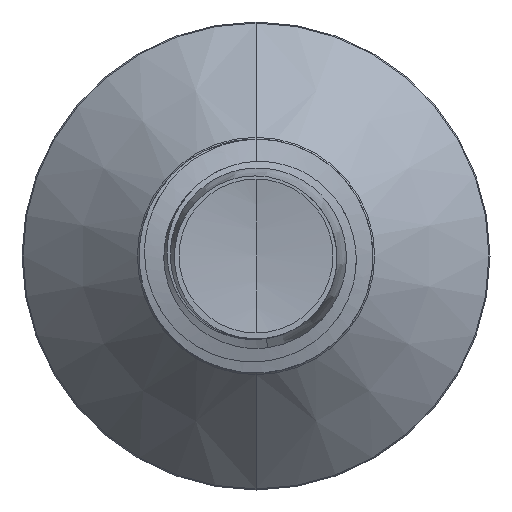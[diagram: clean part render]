
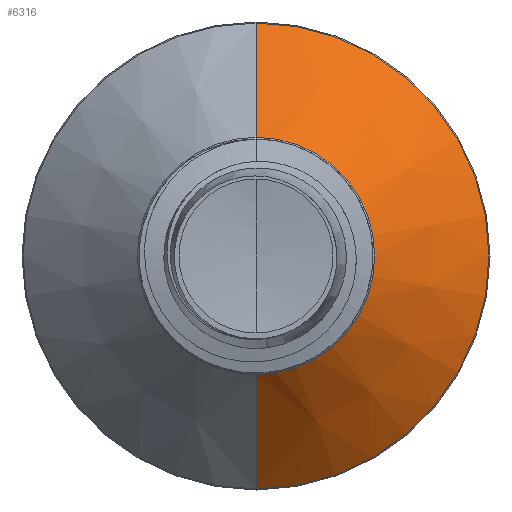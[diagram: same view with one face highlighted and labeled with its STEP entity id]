
A CAD part, front view. The second image highlights one B-rep face of the part: STEP entity #6316.
In plain terms, the highlighted conical face has half-angle 45 degrees and reference radius 3.55 mm.
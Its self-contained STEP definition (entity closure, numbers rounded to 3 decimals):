
#101 = VERTEX_POINT ( 'NONE', #10877 ) ;
#211 = CARTESIAN_POINT ( 'NONE',  ( 0., 10.069, 0. ) ) ;
#220 = CARTESIAN_POINT ( 'NONE',  ( 0., 6.65, -3.55 ) ) ;
#246 = DIRECTION ( 'NONE',  ( 0., 0.707, -0.707 ) ) ;
#477 = CARTESIAN_POINT ( 'NONE',  ( 0., 10.069, 6.969 ) ) ;
#883 = EDGE_CURVE ( 'NONE', #1389, #101, #2259, .T. ) ;
#1310 = VECTOR ( 'NONE', #246, 1000. ) ;
#1389 = VERTEX_POINT ( 'NONE', #7086 ) ;
#1539 = VERTEX_POINT ( 'NONE', #6056 ) ;
#1745 = DIRECTION ( 'NONE',  ( 0., 0., 1. ) ) ;
#2259 = LINE ( 'NONE', #220, #1310 ) ;
#4673 = EDGE_CURVE ( 'NONE', #1539, #1389, #6557, .T. ) ;
#5996 = EDGE_CURVE ( 'NONE', #1539, #12176, #14244, .T. ) ;
#6056 = CARTESIAN_POINT ( 'NONE',  ( 0., 6.65, 3.55 ) ) ;
#6316 = ADVANCED_FACE ( 'NONE', ( #13658 ), #6760, .T. ) ;
#6557 = CIRCLE ( 'NONE', #9391, 3.55 ) ;
#6760 = CONICAL_SURFACE ( 'NONE', #13218, 3.55, 0.785 ) ;
#6933 = CARTESIAN_POINT ( 'NONE',  ( 0., 6.65, 0. ) ) ;
#7086 = CARTESIAN_POINT ( 'NONE',  ( 0., 6.65, -3.55 ) ) ;
#7785 = ORIENTED_EDGE ( 'NONE', *, *, #4673, .T. ) ;
#8047 = CIRCLE ( 'NONE', #10946, 6.969 ) ;
#8064 = VECTOR ( 'NONE', #11603, 1000. ) ;
#8318 = DIRECTION ( 'NONE',  ( 0., 0., 1. ) ) ;
#9391 = AXIS2_PLACEMENT_3D ( 'NONE', #6933, #15033, #8318 ) ;
#10148 = EDGE_CURVE ( 'NONE', #12176, #101, #8047, .T. ) ;
#10221 = DIRECTION ( 'NONE',  ( 0., 1., 0. ) ) ;
#10315 = CARTESIAN_POINT ( 'NONE',  ( 0., 6.65, 3.55 ) ) ;
#10796 = EDGE_LOOP ( 'NONE', ( #7785, #11150, #10981, #10880 ) ) ;
#10877 = CARTESIAN_POINT ( 'NONE',  ( 0., 10.069, -6.969 ) ) ;
#10880 = ORIENTED_EDGE ( 'NONE', *, *, #5996, .F. ) ;
#10946 = AXIS2_PLACEMENT_3D ( 'NONE', #211, #10221, #1745 ) ;
#10981 = ORIENTED_EDGE ( 'NONE', *, *, #10148, .F. ) ;
#11150 = ORIENTED_EDGE ( 'NONE', *, *, #883, .T. ) ;
#11603 = DIRECTION ( 'NONE',  ( 0., 0.707, 0.707 ) ) ;
#12176 = VERTEX_POINT ( 'NONE', #477 ) ;
#13218 = AXIS2_PLACEMENT_3D ( 'NONE', #14623, #14619, #13640 ) ;
#13640 = DIRECTION ( 'NONE',  ( 0., 0., 1. ) ) ;
#13658 = FACE_OUTER_BOUND ( 'NONE', #10796, .T. ) ;
#14244 = LINE ( 'NONE', #10315, #8064 ) ;
#14619 = DIRECTION ( 'NONE',  ( 0., 1., 0. ) ) ;
#14623 = CARTESIAN_POINT ( 'NONE',  ( 0., 6.65, 0. ) ) ;
#15033 = DIRECTION ( 'NONE',  ( 0., 1., 0. ) ) ;
